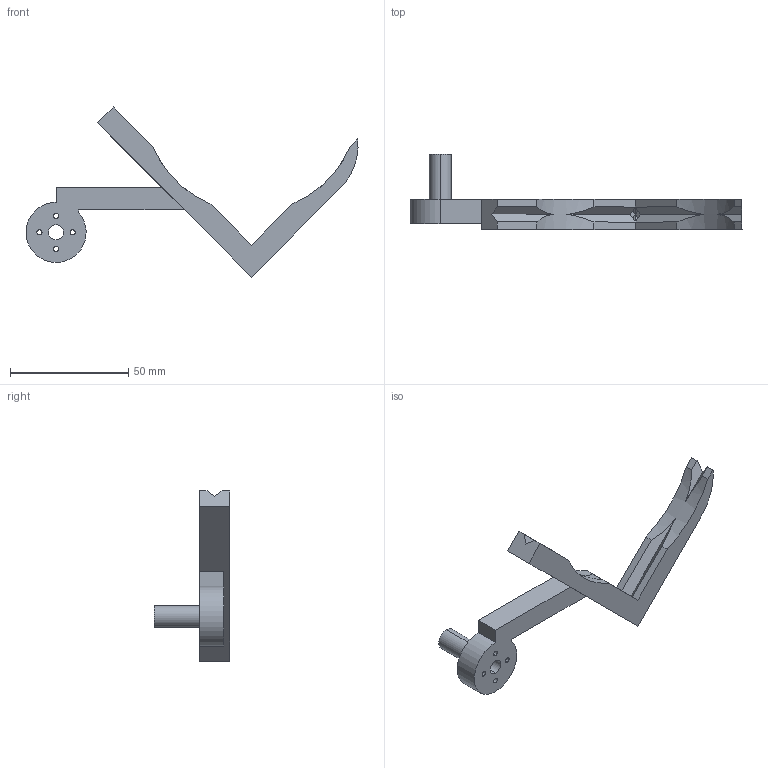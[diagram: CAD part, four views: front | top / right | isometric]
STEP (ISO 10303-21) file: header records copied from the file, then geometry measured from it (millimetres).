
FILE_DESCRIPTION (( 'STEP AP214' ), '1' );
FILE_NAME ('1. Mirroed intake scraper.STEP', '2024-07-11T22:04:15', ( '' ), ( '' ), 'SwSTEP 2.0', 'SolidWorks 2023', '' );
FILE_SCHEMA (( 'AUTOMOTIVE_DESIGN' ));
Length unit declared in the file: inch
Products named in the file (1): 1. Mirroed intake scraper
Bounding box: 140.29 x 31.75 x 71.84 mm (x, y, z)
Volume: 25189.3 mm3; surface area: 11750.8 mm2
Topology: 1 solids, 1 shells, 54 faces, 136 edges, 85 vertices
Faces by surface type: plane 37, cylinder 17
Entity records: 1645 total; most frequent: CARTESIAN_POINT 306, ORIENTED_EDGE 272, DIRECTION 270, EDGE_CURVE 136, VECTOR 92, LINE 92, AXIS2_PLACEMENT_3D 89, VERTEX_POINT 85
